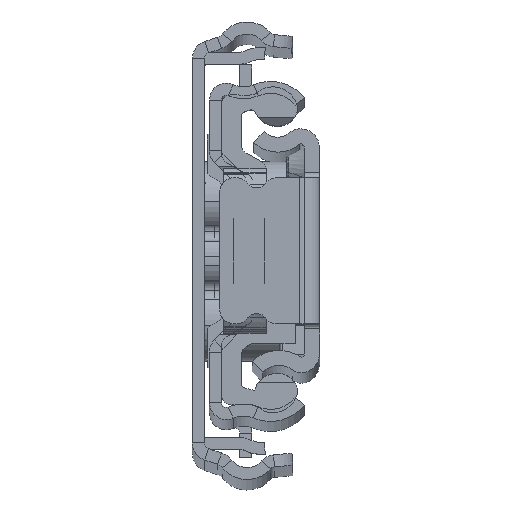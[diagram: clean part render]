
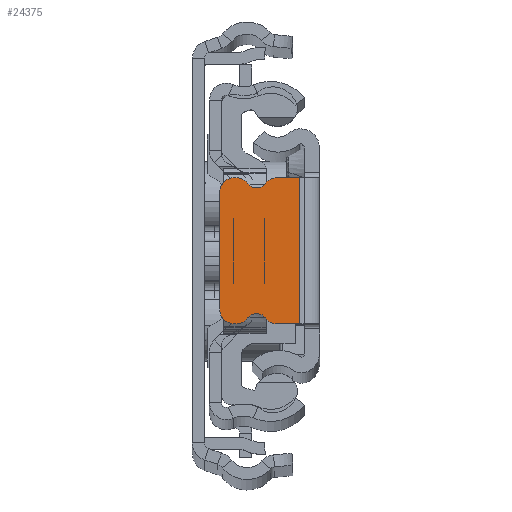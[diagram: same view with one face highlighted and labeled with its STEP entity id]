
A CAD part, top view. The second image highlights one B-rep face of the part: STEP entity #24375.
In plain terms, the highlighted planar face has unit normal (0, 0, 1).
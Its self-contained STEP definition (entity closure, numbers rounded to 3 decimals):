
#8 = LINE ( 'NONE', #12181, #6454 ) ;
#77 = VECTOR ( 'NONE', #23523, 1000. ) ;
#760 = VERTEX_POINT ( 'NONE', #3849 ) ;
#875 = DIRECTION ( 'NONE',  ( -1., 0., 0. ) ) ;
#1015 = VERTEX_POINT ( 'NONE', #17004 ) ;
#1512 = AXIS2_PLACEMENT_3D ( 'NONE', #11486, #19553, #23501 ) ;
#1677 = CARTESIAN_POINT ( 'NONE',  ( -10., 0., 0. ) ) ;
#2143 = DIRECTION ( 'NONE',  ( 0., 0., 1. ) ) ;
#2292 = EDGE_CURVE ( 'NONE', #9856, #25615, #5017, .T. ) ;
#2385 = CARTESIAN_POINT ( 'NONE',  ( -4.218, -5.8, 0. ) ) ;
#2590 = CARTESIAN_POINT ( 'NONE',  ( 0., 7.3, 0. ) ) ;
#2851 = EDGE_CURVE ( 'NONE', #23285, #18944, #25349, .T. ) ;
#2853 = CARTESIAN_POINT ( 'NONE',  ( -4.218, 7.3, 0. ) ) ;
#3043 = VERTEX_POINT ( 'NONE', #24769 ) ;
#3700 = CARTESIAN_POINT ( 'NONE',  ( -8.362, 7.3, 0. ) ) ;
#3849 = CARTESIAN_POINT ( 'NONE',  ( -8.5, -7.3, 0. ) ) ;
#4572 = EDGE_CURVE ( 'NONE', #6912, #1015, #5731, .T. ) ;
#4613 = AXIS2_PLACEMENT_3D ( 'NONE', #16112, #20271, #25794 ) ;
#4913 = ORIENTED_EDGE ( 'NONE', *, *, #2292, .T. ) ;
#5017 = CIRCLE ( 'NONE', #12134, 1.5 ) ;
#5287 = CARTESIAN_POINT ( 'NONE',  ( 0., -7.3, 0. ) ) ;
#5316 = DIRECTION ( 'NONE',  ( 1., 0., 0. ) ) ;
#5356 = DIRECTION ( 'NONE',  ( -1., 0., 0. ) ) ;
#5621 = CARTESIAN_POINT ( 'NONE',  ( 0., -7.3, 0. ) ) ;
#5731 = LINE ( 'NONE', #15523, #77 ) ;
#5743 = EDGE_CURVE ( 'NONE', #18951, #21724, #13075, .T. ) ;
#5793 = EDGE_CURVE ( 'NONE', #18944, #760, #25183, .T. ) ;
#6454 = VECTOR ( 'NONE', #8276, 1000. ) ;
#6482 = ORIENTED_EDGE ( 'NONE', *, *, #5743, .F. ) ;
#6656 = CARTESIAN_POINT ( 'NONE',  ( -10., -5.8, 0. ) ) ;
#6912 = VERTEX_POINT ( 'NONE', #3700 ) ;
#7244 = ORIENTED_EDGE ( 'NONE', *, *, #19520, .F. ) ;
#7259 = EDGE_CURVE ( 'NONE', #3043, #6912, #17324, .T. ) ;
#7632 = CARTESIAN_POINT ( 'NONE',  ( -8.5, -5.8, 0. ) ) ;
#7828 = CARTESIAN_POINT ( 'NONE',  ( -2., 7.3, 0. ) ) ;
#8186 = DIRECTION ( 'NONE',  ( -1., 0., 0. ) ) ;
#8276 = DIRECTION ( 'NONE',  ( 0., -1., 0. ) ) ;
#8671 = ORIENTED_EDGE ( 'NONE', *, *, #14868, .T. ) ;
#9129 = EDGE_CURVE ( 'NONE', #22368, #10567, #17307, .T. ) ;
#9856 = VERTEX_POINT ( 'NONE', #2853 ) ;
#10266 = CARTESIAN_POINT ( 'NONE',  ( -4.218, -7.3, 0. ) ) ;
#10418 = ORIENTED_EDGE ( 'NONE', *, *, #24417, .F. ) ;
#10567 = VERTEX_POINT ( 'NONE', #17378 ) ;
#10737 = EDGE_CURVE ( 'NONE', #24414, #9856, #24561, .T. ) ;
#11216 = FACE_OUTER_BOUND ( 'NONE', #16588, .T. ) ;
#11288 = DIRECTION ( 'NONE',  ( 0., 0., 1. ) ) ;
#11408 = ORIENTED_EDGE ( 'NONE', *, *, #2851, .T. ) ;
#11486 = CARTESIAN_POINT ( 'NONE',  ( -8.5, 5.8, 0. ) ) ;
#11588 = CARTESIAN_POINT ( 'NONE',  ( -10., 5.8, 0. ) ) ;
#11778 = DIRECTION ( 'NONE',  ( 1., 0., 0. ) ) ;
#11916 = CARTESIAN_POINT ( 'NONE',  ( -8.362, 5.8, 0. ) ) ;
#11938 = VECTOR ( 'NONE', #13264, 1000. ) ;
#12134 = AXIS2_PLACEMENT_3D ( 'NONE', #24823, #17217, #875 ) ;
#12151 = VECTOR ( 'NONE', #21659, 1000. ) ;
#12181 = CARTESIAN_POINT ( 'NONE',  ( -2., -7.3, 0. ) ) ;
#13075 = CIRCLE ( 'NONE', #18485, 1.1 ) ;
#13264 = DIRECTION ( 'NONE',  ( 1., 0., 0. ) ) ;
#13512 = DIRECTION ( 'NONE',  ( -1., 0., 0. ) ) ;
#13932 = AXIS2_PLACEMENT_3D ( 'NONE', #7632, #21709, #13512 ) ;
#14001 = AXIS2_PLACEMENT_3D ( 'NONE', #11916, #25502, #5356 ) ;
#14497 = DIRECTION ( 'NONE',  ( -1., 0., 0. ) ) ;
#14600 = ORIENTED_EDGE ( 'NONE', *, *, #5793, .T. ) ;
#14682 = ORIENTED_EDGE ( 'NONE', *, *, #4572, .T. ) ;
#14776 = AXIS2_PLACEMENT_3D ( 'NONE', #25456, #15646, #25725 ) ;
#14868 = EDGE_CURVE ( 'NONE', #21980, #21724, #23423, .T. ) ;
#15246 = PLANE ( 'NONE',  #14776 ) ;
#15523 = CARTESIAN_POINT ( 'NONE',  ( 0., 7.3, 0. ) ) ;
#15646 = DIRECTION ( 'NONE',  ( 0., 0., -1. ) ) ;
#15725 = DIRECTION ( 'NONE',  ( -1., 0., 0. ) ) ;
#15781 = CARTESIAN_POINT ( 'NONE',  ( -6.29, 7.37, 0. ) ) ;
#16112 = CARTESIAN_POINT ( 'NONE',  ( -8.362, -5.8, 0. ) ) ;
#16536 = CIRCLE ( 'NONE', #1512, 1.5 ) ;
#16588 = EDGE_LOOP ( 'NONE', ( #14682, #25585, #11408, #14600, #19918, #8671, #6482, #23170, #24522, #7244, #16928, #4913, #10418, #19389 ) ) ;
#16928 = ORIENTED_EDGE ( 'NONE', *, *, #10737, .T. ) ;
#17004 = CARTESIAN_POINT ( 'NONE',  ( -8.5, 7.3, 0. ) ) ;
#17205 = DIRECTION ( 'NONE',  ( 0., 0., 1. ) ) ;
#17217 = DIRECTION ( 'NONE',  ( 0., 0., 1. ) ) ;
#17307 = LINE ( 'NONE', #5287, #11938 ) ;
#17324 = CIRCLE ( 'NONE', #14001, 1.5 ) ;
#17378 = CARTESIAN_POINT ( 'NONE',  ( -2., -7.3, 0. ) ) ;
#17564 = EDGE_CURVE ( 'NONE', #1015, #23285, #16536, .T. ) ;
#17712 = AXIS2_PLACEMENT_3D ( 'NONE', #15781, #17205, #5316 ) ;
#17987 = CARTESIAN_POINT ( 'NONE',  ( -5.413, 6.706, 0. ) ) ;
#18485 = AXIS2_PLACEMENT_3D ( 'NONE', #23312, #11288, #15725 ) ;
#18944 = VERTEX_POINT ( 'NONE', #6656 ) ;
#18951 = VERTEX_POINT ( 'NONE', #22438 ) ;
#18991 = CARTESIAN_POINT ( 'NONE',  ( -8.362, -7.3, 0. ) ) ;
#19389 = ORIENTED_EDGE ( 'NONE', *, *, #7259, .T. ) ;
#19520 = EDGE_CURVE ( 'NONE', #24414, #10567, #8, .T. ) ;
#19553 = DIRECTION ( 'NONE',  ( 0., 0., 1. ) ) ;
#19918 = ORIENTED_EDGE ( 'NONE', *, *, #25006, .T. ) ;
#20271 = DIRECTION ( 'NONE',  ( 0., 0., 1. ) ) ;
#20563 = EDGE_CURVE ( 'NONE', #18951, #22368, #23851, .T. ) ;
#21659 = DIRECTION ( 'NONE',  ( 0., -1., 0. ) ) ;
#21709 = DIRECTION ( 'NONE',  ( 0., 0., 1. ) ) ;
#21724 = VERTEX_POINT ( 'NONE', #25444 ) ;
#21808 = LINE ( 'NONE', #5621, #24852 ) ;
#21980 = VERTEX_POINT ( 'NONE', #18991 ) ;
#22368 = VERTEX_POINT ( 'NONE', #10266 ) ;
#22438 = CARTESIAN_POINT ( 'NONE',  ( -5.413, -6.706, 0. ) ) ;
#23125 = CIRCLE ( 'NONE', #17712, 1.1 ) ;
#23170 = ORIENTED_EDGE ( 'NONE', *, *, #20563, .T. ) ;
#23285 = VERTEX_POINT ( 'NONE', #11588 ) ;
#23312 = CARTESIAN_POINT ( 'NONE',  ( -6.29, -7.37, 0. ) ) ;
#23423 = CIRCLE ( 'NONE', #4613, 1.5 ) ;
#23501 = DIRECTION ( 'NONE',  ( -1., 0., 0. ) ) ;
#23523 = DIRECTION ( 'NONE',  ( -1., 0., 0. ) ) ;
#23851 = CIRCLE ( 'NONE', #25504, 1.5 ) ;
#24308 = VECTOR ( 'NONE', #14497, 1000. ) ;
#24375 = ADVANCED_FACE ( 'NONE', ( #11216 ), #15246, .F. ) ;
#24414 = VERTEX_POINT ( 'NONE', #7828 ) ;
#24417 = EDGE_CURVE ( 'NONE', #3043, #25615, #23125, .T. ) ;
#24522 = ORIENTED_EDGE ( 'NONE', *, *, #9129, .T. ) ;
#24561 = LINE ( 'NONE', #2590, #24308 ) ;
#24769 = CARTESIAN_POINT ( 'NONE',  ( -7.167, 6.706, 0. ) ) ;
#24823 = CARTESIAN_POINT ( 'NONE',  ( -4.218, 5.8, 0. ) ) ;
#24852 = VECTOR ( 'NONE', #11778, 1000. ) ;
#25006 = EDGE_CURVE ( 'NONE', #760, #21980, #21808, .T. ) ;
#25183 = CIRCLE ( 'NONE', #13932, 1.5 ) ;
#25349 = LINE ( 'NONE', #1677, #12151 ) ;
#25444 = CARTESIAN_POINT ( 'NONE',  ( -7.167, -6.706, 0. ) ) ;
#25456 = CARTESIAN_POINT ( 'NONE',  ( 0., 0., 0. ) ) ;
#25502 = DIRECTION ( 'NONE',  ( 0., 0., 1. ) ) ;
#25504 = AXIS2_PLACEMENT_3D ( 'NONE', #2385, #2143, #8186 ) ;
#25585 = ORIENTED_EDGE ( 'NONE', *, *, #17564, .T. ) ;
#25615 = VERTEX_POINT ( 'NONE', #17987 ) ;
#25725 = DIRECTION ( 'NONE',  ( -1., 0., 0. ) ) ;
#25794 = DIRECTION ( 'NONE',  ( -1., 0., 0. ) ) ;
